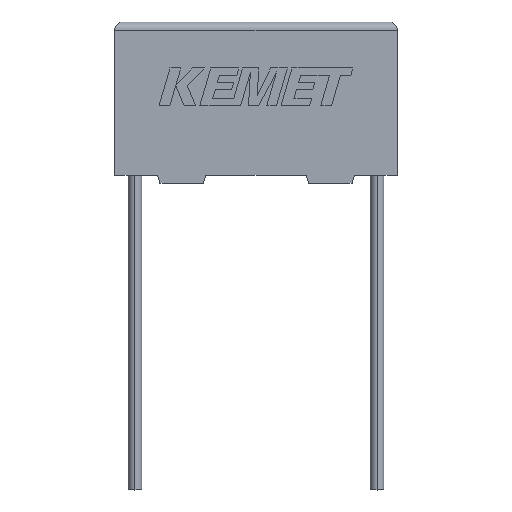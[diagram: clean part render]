
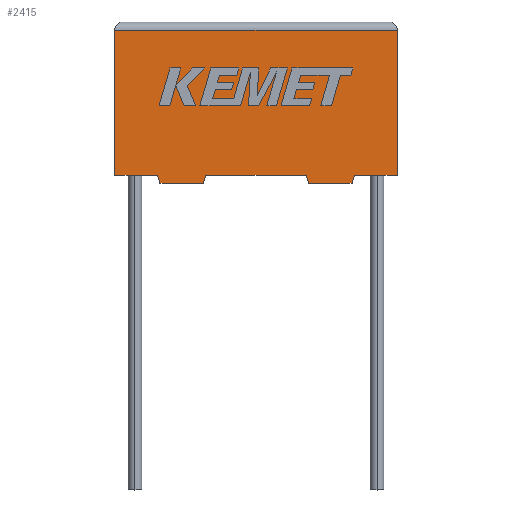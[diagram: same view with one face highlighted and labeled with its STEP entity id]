
A CAD part, top view. The second image highlights one B-rep face of the part: STEP entity #2415.
In plain terms, the highlighted planar face has unit normal (0, 0, 1).
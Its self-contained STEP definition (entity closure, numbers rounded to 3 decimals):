
#8 = CARTESIAN_POINT ( 'NONE',  ( 2.8, -0.5, 5. ) ) ;
#50 = VECTOR ( 'NONE', #309, 1000. ) ;
#61 = CARTESIAN_POINT ( 'NONE',  ( 0., 0., 5. ) ) ;
#93 = EDGE_CURVE ( 'NONE', #878, #1364, #1186, .T. ) ;
#139 = VERTEX_POINT ( 'NONE', #1804 ) ;
#175 = VECTOR ( 'NONE', #2657, 1000. ) ;
#183 = CARTESIAN_POINT ( 'NONE',  ( 0., 0., 5. ) ) ;
#188 = CARTESIAN_POINT ( 'NONE',  ( 14.7, -0.5, 5. ) ) ;
#205 = ORIENTED_EDGE ( 'NONE', *, *, #1397, .F. ) ;
#207 = DIRECTION ( 'NONE',  ( -1., 0., 0. ) ) ;
#281 = DIRECTION ( 'NONE',  ( -0.287, 0.958, 0. ) ) ;
#291 = DIRECTION ( 'NONE',  ( -0.287, -0.958, 0. ) ) ;
#309 = DIRECTION ( 'NONE',  ( 0., 1., 0. ) ) ;
#341 = CARTESIAN_POINT ( 'NONE',  ( 0., 9., 5. ) ) ;
#368 = EDGE_CURVE ( 'NONE', #2408, #875, #2723, .T. ) ;
#475 = VERTEX_POINT ( 'NONE', #2962 ) ;
#497 = ORIENTED_EDGE ( 'NONE', *, *, #584, .T. ) ;
#566 = EDGE_CURVE ( 'NONE', #2764, #3207, #1401, .T. ) ;
#584 = EDGE_CURVE ( 'NONE', #475, #1630, #2406, .T. ) ;
#600 = ORIENTED_EDGE ( 'NONE', *, *, #1470, .T. ) ;
#695 = CARTESIAN_POINT ( 'NONE',  ( 17.5, 9., 5. ) ) ;
#809 = DIRECTION ( 'NONE',  ( 0., -1., 0. ) ) ;
#851 = VECTOR ( 'NONE', #281, 1000. ) ;
#875 = VERTEX_POINT ( 'NONE', #2440 ) ;
#878 = VERTEX_POINT ( 'NONE', #2691 ) ;
#923 = LINE ( 'NONE', #1757, #1827 ) ;
#950 = EDGE_CURVE ( 'NONE', #139, #878, #1233, .T. ) ;
#960 = ORIENTED_EDGE ( 'NONE', *, *, #93, .T. ) ;
#1021 = CARTESIAN_POINT ( 'NONE',  ( 0., 0., 5. ) ) ;
#1061 = LINE ( 'NONE', #2068, #50 ) ;
#1165 = VECTOR ( 'NONE', #809, 1000. ) ;
#1186 = LINE ( 'NONE', #1218, #1969 ) ;
#1218 = CARTESIAN_POINT ( 'NONE',  ( 2.65, 0., 5. ) ) ;
#1222 = VECTOR ( 'NONE', #2622, 1000. ) ;
#1223 = ORIENTED_EDGE ( 'NONE', *, *, #2487, .T. ) ;
#1233 = LINE ( 'NONE', #1898, #175 ) ;
#1257 = VECTOR ( 'NONE', #3174, 1000. ) ;
#1274 = DIRECTION ( 'NONE',  ( -1., 0., 0. ) ) ;
#1312 = DIRECTION ( 'NONE',  ( 1., 0., 0. ) ) ;
#1364 = VERTEX_POINT ( 'NONE', #8 ) ;
#1368 = DIRECTION ( 'NONE',  ( -1., 0., 0. ) ) ;
#1393 = CARTESIAN_POINT ( 'NONE',  ( 2.8, -0.5, 5. ) ) ;
#1397 = EDGE_CURVE ( 'NONE', #875, #3207, #2377, .T. ) ;
#1401 = LINE ( 'NONE', #1021, #2289 ) ;
#1470 = EDGE_CURVE ( 'NONE', #3018, #139, #1810, .T. ) ;
#1505 = CARTESIAN_POINT ( 'NONE',  ( 0., 0., 5. ) ) ;
#1518 = CARTESIAN_POINT ( 'NONE',  ( 5.628, 0., 5. ) ) ;
#1558 = ORIENTED_EDGE ( 'NONE', *, *, #3233, .F. ) ;
#1609 = CARTESIAN_POINT ( 'NONE',  ( 5.478, -0.5, 5. ) ) ;
#1620 = CARTESIAN_POINT ( 'NONE',  ( 0., 9., 5. ) ) ;
#1630 = VERTEX_POINT ( 'NONE', #2569 ) ;
#1721 = VECTOR ( 'NONE', #1274, 1000. ) ;
#1757 = CARTESIAN_POINT ( 'NONE',  ( 14.85, 0., 5. ) ) ;
#1804 = CARTESIAN_POINT ( 'NONE',  ( 0., 0., 5. ) ) ;
#1810 = LINE ( 'NONE', #61, #1165 ) ;
#1813 = VERTEX_POINT ( 'NONE', #1609 ) ;
#1827 = VECTOR ( 'NONE', #291, 1000. ) ;
#1839 = LINE ( 'NONE', #2863, #1222 ) ;
#1841 = EDGE_CURVE ( 'NONE', #1813, #2764, #1839, .T. ) ;
#1898 = CARTESIAN_POINT ( 'NONE',  ( 0., 0., 5. ) ) ;
#1969 = VECTOR ( 'NONE', #3242, 1000. ) ;
#2000 = ORIENTED_EDGE ( 'NONE', *, *, #2178, .T. ) ;
#2004 = AXIS2_PLACEMENT_3D ( 'NONE', #183, #2937, #207 ) ;
#2017 = FACE_OUTER_BOUND ( 'NONE', #2329, .T. ) ;
#2068 = CARTESIAN_POINT ( 'NONE',  ( 17.5, 0., 5. ) ) ;
#2090 = VECTOR ( 'NONE', #1368, 1000. ) ;
#2124 = ORIENTED_EDGE ( 'NONE', *, *, #368, .F. ) ;
#2178 = EDGE_CURVE ( 'NONE', #1364, #1813, #3240, .T. ) ;
#2263 = CARTESIAN_POINT ( 'NONE',  ( 12.023, -0.5, 5. ) ) ;
#2289 = VECTOR ( 'NONE', #2518, 1000. ) ;
#2327 = ORIENTED_EDGE ( 'NONE', *, *, #2542, .T. ) ;
#2329 = EDGE_LOOP ( 'NONE', ( #1223, #2327, #600, #2778, #960, #2000, #3026, #3082, #205, #2124, #1558, #497 ) ) ;
#2377 = LINE ( 'NONE', #2263, #851 ) ;
#2380 = VERTEX_POINT ( 'NONE', #695 ) ;
#2406 = LINE ( 'NONE', #1505, #2951 ) ;
#2408 = VERTEX_POINT ( 'NONE', #2679 ) ;
#2415 = ADVANCED_FACE ( 'NONE', ( #2017 ), #2959, .F. ) ;
#2440 = CARTESIAN_POINT ( 'NONE',  ( 12.023, -0.5, 5. ) ) ;
#2487 = EDGE_CURVE ( 'NONE', #1630, #2380, #1061, .T. ) ;
#2518 = DIRECTION ( 'NONE',  ( 1., 0., 0. ) ) ;
#2541 = LINE ( 'NONE', #341, #1721 ) ;
#2542 = EDGE_CURVE ( 'NONE', #2380, #3018, #2541, .T. ) ;
#2569 = CARTESIAN_POINT ( 'NONE',  ( 17.5, 0., 5. ) ) ;
#2622 = DIRECTION ( 'NONE',  ( 0.287, 0.958, 0. ) ) ;
#2657 = DIRECTION ( 'NONE',  ( 1., 0., 0. ) ) ;
#2679 = CARTESIAN_POINT ( 'NONE',  ( 14.7, -0.5, 5. ) ) ;
#2691 = CARTESIAN_POINT ( 'NONE',  ( 2.65, 0., 5. ) ) ;
#2723 = LINE ( 'NONE', #188, #2090 ) ;
#2764 = VERTEX_POINT ( 'NONE', #1518 ) ;
#2778 = ORIENTED_EDGE ( 'NONE', *, *, #950, .T. ) ;
#2863 = CARTESIAN_POINT ( 'NONE',  ( 5.478, -0.5, 5. ) ) ;
#2937 = DIRECTION ( 'NONE',  ( 0., 0., -1. ) ) ;
#2951 = VECTOR ( 'NONE', #1312, 1000. ) ;
#2959 = PLANE ( 'NONE',  #2004 ) ;
#2962 = CARTESIAN_POINT ( 'NONE',  ( 14.85, 0., 5. ) ) ;
#2993 = CARTESIAN_POINT ( 'NONE',  ( 11.873, 0., 5. ) ) ;
#3018 = VERTEX_POINT ( 'NONE', #1620 ) ;
#3026 = ORIENTED_EDGE ( 'NONE', *, *, #1841, .T. ) ;
#3082 = ORIENTED_EDGE ( 'NONE', *, *, #566, .T. ) ;
#3174 = DIRECTION ( 'NONE',  ( 1., 0., 0. ) ) ;
#3207 = VERTEX_POINT ( 'NONE', #2993 ) ;
#3233 = EDGE_CURVE ( 'NONE', #475, #2408, #923, .T. ) ;
#3240 = LINE ( 'NONE', #1393, #1257 ) ;
#3242 = DIRECTION ( 'NONE',  ( 0.287, -0.958, 0. ) ) ;
